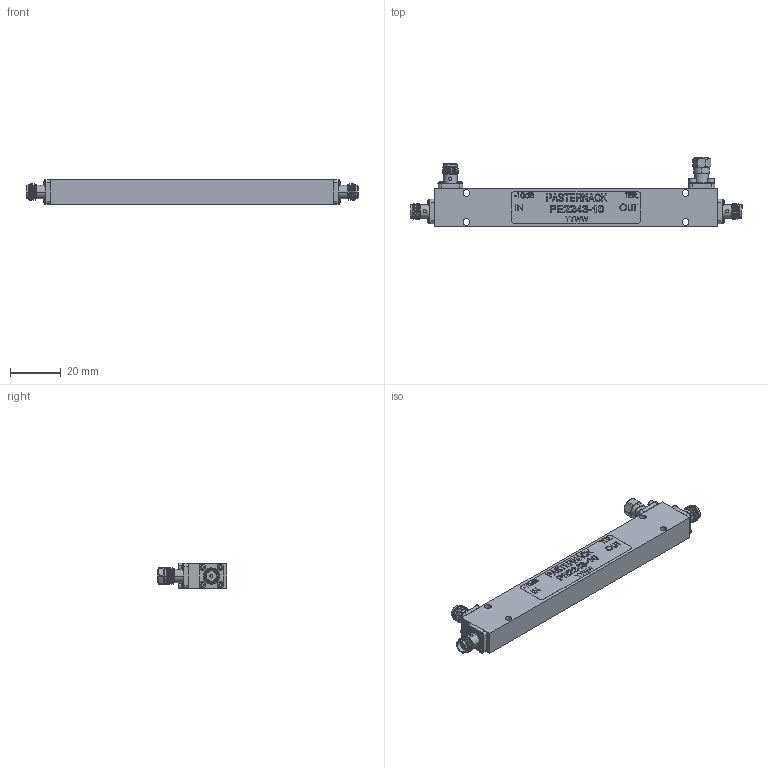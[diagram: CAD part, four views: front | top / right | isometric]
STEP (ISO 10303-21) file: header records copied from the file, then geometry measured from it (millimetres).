
FILE_DESCRIPTION (( 'STEP AP203' ), '1' );
FILE_NAME ('PE2243-10.step', '2019-01-08T00:50:22', ( '' ), ( '' ), 'SwSTEP 2.0', 'SolidWorks 2017', '' );
FILE_SCHEMA (( 'CONFIG_CONTROL_DESIGN' ));
Length unit declared in the file: inch
Products named in the file (1): PE2243-10
Bounding box: 130.81 x 27.43 x 10.19 mm (x, y, z)
Volume: 17657.6 mm3; surface area: 10182.8 mm2
Topology: 26 solids, 26 shells, 1392 faces, 3638 edges, 2384 vertices
Faces by surface type: plane 631, cylinder 341, bspline 250, cone 162, torus 8
Entity records: 59722 total; most frequent: CARTESIAN_POINT 28045, ORIENTED_EDGE 7276, DIRECTION 5514, EDGE_CURVE 3638, VERTEX_POINT 2384, AXIS2_PLACEMENT_3D 1860, VECTOR 1794, LINE 1794
